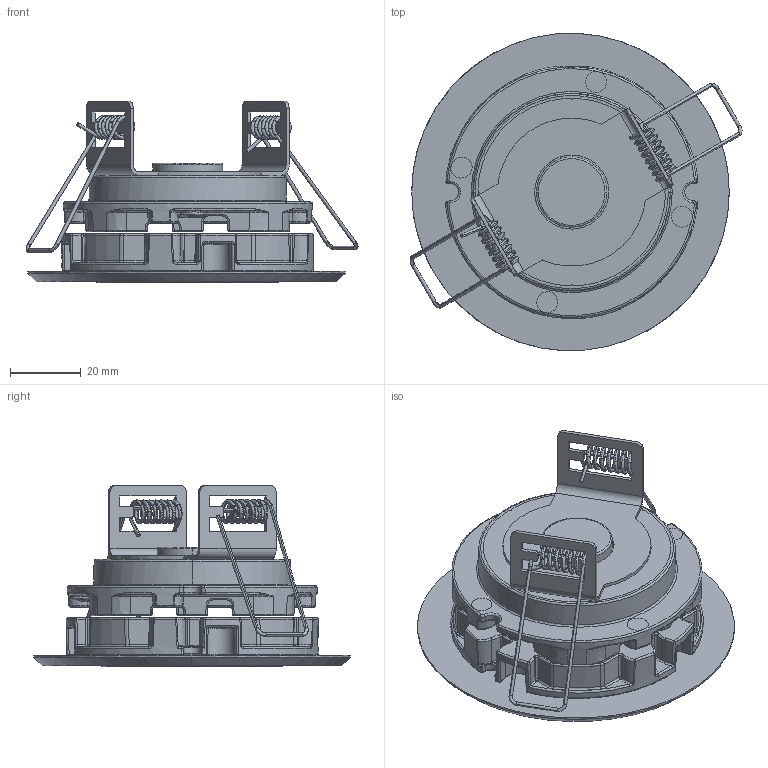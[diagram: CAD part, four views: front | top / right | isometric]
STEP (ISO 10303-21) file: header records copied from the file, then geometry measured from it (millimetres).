
FILE_DESCRIPTION(/* description */ (''),/* implementation_level */ '2;1');
FILE_NAME(/* name */ 'T4201100_EGO 90 DL FLAT TONDO',/* time_stamp */ '2018-02-02T16:04:35+01:00',/* author */ (''),/* organization */ (''),/* preprocessor_version */ 'ST-DEVELOPER v15',/* originating_system */ '',/* authorisation */ '');
FILE_SCHEMA (('CONFIG_CONTROL_DESIGN'));
Length unit declared in the file: millimetre
Products named in the file (1): Document
Bounding box: 94.14 x 89.9 x 51.4 mm (x, y, z)
Volume: 66748.4 mm3; surface area: 45283.1 mm2
Topology: 4 solids, 7 shells, 1447 faces, 3559 edges, 2037 vertices
Faces by surface type: bspline 1241, plane 206
Entity records: 75385 total; most frequent: CARTESIAN_POINT 56916, ORIENTED_EDGE 6919, EDGE_CURVE 3473, VERTEX_POINT 2037, EDGE_LOOP 1462, ADVANCED_FACE 1443, FACE_OUTER_BOUND 1443, B_SPLINE_CURVE_WITH_KNOTS 947
